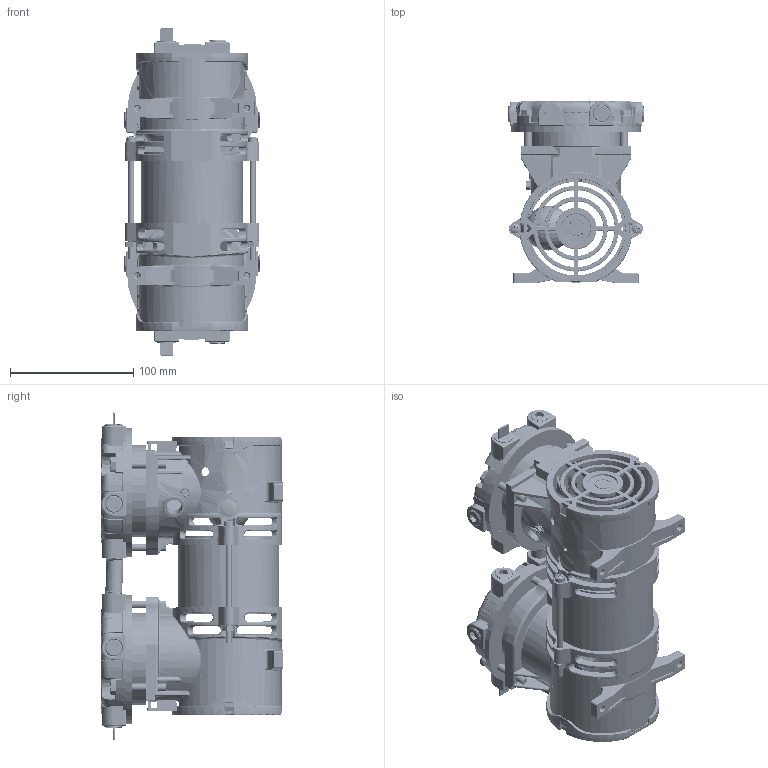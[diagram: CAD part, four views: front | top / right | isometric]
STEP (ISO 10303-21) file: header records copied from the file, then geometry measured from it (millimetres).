
FILE_DESCRIPTION (( 'STEP AP214' ), '1' );
FILE_NAME ('LAA-V104-NQ.STEP', '2025-04-01T12:06:59', ( '' ), ( '' ), 'SwSTEP 2.0', 'SolidWorks 2023', '' );
FILE_SCHEMA (( 'AUTOMOTIVE_DESIGN' ));
Length unit declared in the file: inch
Products named in the file (39): BA515; BB698; AN380B; AJ696F; AJ347T; AH497A; AJ793; AT201; AJ340; AK377D; BB421; BB557; AG973; AT179; AF819A; AT826; AK462B; AJ807; LAA-V104-NQ; AH406; AN378; AE109; AK376; AE108; AE451A; BB317_PreviewCfg; AF785B; AT160; AT831A; AG774B; AT183; AJ827_AH693G (.040-.050 BEND); AK375B; BC148; AJ696; AT159; AJ826
Assembly tree (57 placements, depth 3):
  AJ340
  AT179
  AK462B
  LAA-V104-NQ
    AG774B  x2
    AJ347T  x2
    AN378
      AJ696
    AJ793  x2
      AF819A
      AG973
      AH406
      AJ807
      AJ827_AH693G (.040-.050 BEND)
      BB317_PreviewCfg
    AN380B
      AK377D
      AJ826
      BB557  x2
      AK375B
      AK376
    AN380B
      AK377D
      AJ826
      BB557  x2
      AK375B
      AK376
    AT160
    AT183
      AT159
    AT826  x2
    BB698  x6
    BC148  x2
    AE451A  x2
    AH497A
    BA515  x8
    BB421
    AJ696F
    AT201
    AT831A
  AE109
Bounding box: 111.23 x 147.94 x 265.56 mm (x, y, z)
Volume: 729700.8 mm3; surface area: 390753.1 mm2
Topology: 59 solids, 59 shells, 5748 faces, 14183 edges, 8486 vertices
Faces by surface type: bspline 2526, plane 1188, cylinder 1035, cone 466, torus 413, sphere 120
Full cylindrical faces by diameter (mm): 2.705 x6, 3.505 x4, 3.632 x4, 3.759 x4, 3.81 x4, 4.039 x2, 4.064 x3, 4.826 x12, 5.105 x3, 5.207 x4, 5.715 x2, 6.604 x4, 7.112 x6, 7.62 x2, 7.95 x2, 8.255 x1, 8.357 x2, 10.16 x1, 10.236 x4, 10.541 x2, 11.125 x13, 12.192 x2, 12.7 x1, 13.208 x2, 13.709 x1, 14.732 x1, 15.469 x2, 15.875 x1, 16.002 x1, 17.526 x2
Entity records: 161120 total; most frequent: CARTESIAN_POINT 89732, ORIENTED_EDGE 17500, DIRECTION 10514, EDGE_CURVE 8750, VERTEX_POINT 5347, AXIS2_PLACEMENT_3D 4219, EDGE_LOOP 4043, FACE_OUTER_BOUND 3776
